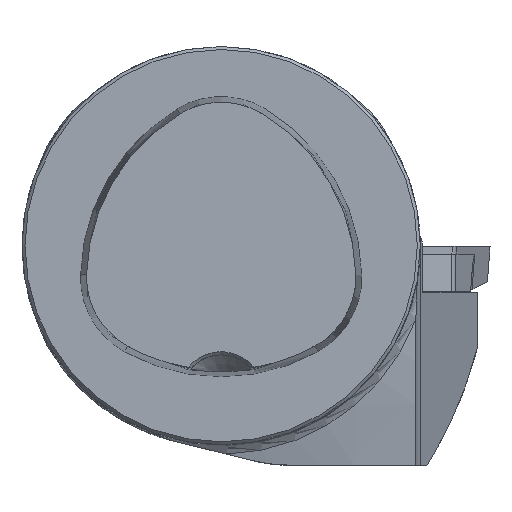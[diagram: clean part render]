
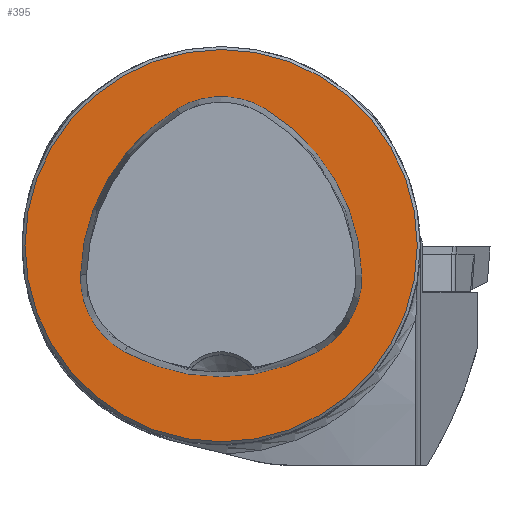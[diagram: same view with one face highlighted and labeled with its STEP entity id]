
A CAD part, top view. The second image highlights one B-rep face of the part: STEP entity #395.
In plain terms, the highlighted planar face has unit normal (0, 0, 1).
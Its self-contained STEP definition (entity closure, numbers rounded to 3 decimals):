
#123=FACE_BOUND('',#740,.T.);
#124=FACE_BOUND('',#741,.T.);
#231=CIRCLE('',#2706,20.063);
#233=CIRCLE('',#2709,20.063);
#234=CIRCLE('',#2710,8.563);
#235=CIRCLE('',#2711,8.563);
#236=CIRCLE('',#2712,20.063);
#237=CIRCLE('',#2713,8.563);
#238=CIRCLE('',#2714,19.7);
#395=ADVANCED_FACE('CU_FL_N1_SU_1',(#123,#124),#530,.T.);
#530=PLANE('',#2715);
#740=EDGE_LOOP('',(#1341,#1342,#1343,#1344,#1345,#1346));
#741=EDGE_LOOP('',(#1347));
#1341=ORIENTED_EDGE('',*,*,#2293,.F.);
#1342=ORIENTED_EDGE('',*,*,#2294,.F.);
#1343=ORIENTED_EDGE('',*,*,#2286,.F.);
#1344=ORIENTED_EDGE('',*,*,#2295,.F.);
#1345=ORIENTED_EDGE('',*,*,#2296,.F.);
#1346=ORIENTED_EDGE('',*,*,#2297,.F.);
#1347=ORIENTED_EDGE('',*,*,#2298,.T.);
#2029=VERTEX_POINT('',#4195);
#2030=VERTEX_POINT('',#4197);
#2036=VERTEX_POINT('',#4229);
#2037=VERTEX_POINT('',#4230);
#2038=VERTEX_POINT('',#4233);
#2039=VERTEX_POINT('',#4235);
#2040=VERTEX_POINT('',#4238);
#2286=EDGE_CURVE('',#2029,#2030,#231,.T.);
#2293=EDGE_CURVE('',#2036,#2037,#233,.T.);
#2294=EDGE_CURVE('',#2030,#2036,#234,.T.);
#2295=EDGE_CURVE('',#2038,#2029,#235,.T.);
#2296=EDGE_CURVE('',#2039,#2038,#236,.T.);
#2297=EDGE_CURVE('',#2037,#2039,#237,.T.);
#2298=EDGE_CURVE('',#2040,#2040,#238,.T.);
#2706=AXIS2_PLACEMENT_3D('',#4196,#3069,#3070);
#2709=AXIS2_PLACEMENT_3D('',#4228,#3076,#3077);
#2710=AXIS2_PLACEMENT_3D('',#4231,#3078,#3079);
#2711=AXIS2_PLACEMENT_3D('',#4232,#3080,#3081);
#2712=AXIS2_PLACEMENT_3D('',#4234,#3082,#3083);
#2713=AXIS2_PLACEMENT_3D('',#4236,#3084,#3085);
#2714=AXIS2_PLACEMENT_3D('',#4237,#3086,#3087);
#2715=AXIS2_PLACEMENT_3D('',#4239,#3088,#3089);
#3069=DIRECTION('',(0.,0.,1.));
#3070=DIRECTION('',(-1.,0.,0.));
#3076=DIRECTION('',(0.,0.,1.));
#3077=DIRECTION('',(-1.,0.,0.));
#3078=DIRECTION('',(0.,0.,1.));
#3079=DIRECTION('',(-1.,0.,0.));
#3080=DIRECTION('',(0.,0.,1.));
#3081=DIRECTION('',(-1.,0.,0.));
#3082=DIRECTION('',(0.,0.,1.));
#3083=DIRECTION('',(-1.,0.,0.));
#3084=DIRECTION('',(0.,0.,1.));
#3085=DIRECTION('',(-1.,0.,0.));
#3086=DIRECTION('',(0.,0.,1.));
#3087=DIRECTION('',(-1.,0.,0.));
#3088=DIRECTION('',(0.,0.,1.));
#3089=DIRECTION('',(-1.,0.,0.));
#4195=CARTESIAN_POINT('',(-9.704,-10.66,0.));
#4196=CARTESIAN_POINT('',(0.,6.9,0.));
#4197=CARTESIAN_POINT('',(9.704,-10.66,0.));
#4228=CARTESIAN_POINT('',(-5.934,-3.451,0.));
#4229=CARTESIAN_POINT('',(14.123,-2.953,0.));
#4230=CARTESIAN_POINT('',(4.418,13.735,0.));
#4231=CARTESIAN_POINT('',(5.562,-3.165,0.));
#4232=CARTESIAN_POINT('',(-5.562,-3.165,0.));
#4233=CARTESIAN_POINT('',(-14.123,-2.953,0.));
#4234=CARTESIAN_POINT('',(5.934,-3.451,0.));
#4235=CARTESIAN_POINT('',(-4.418,13.735,0.));
#4236=CARTESIAN_POINT('',(0.,6.4,0.));
#4237=CARTESIAN_POINT('',(0.,0.,0.));
#4238=CARTESIAN_POINT('',(-19.7,0.,0.));
#4239=CARTESIAN_POINT('',(0.,0.,0.));
